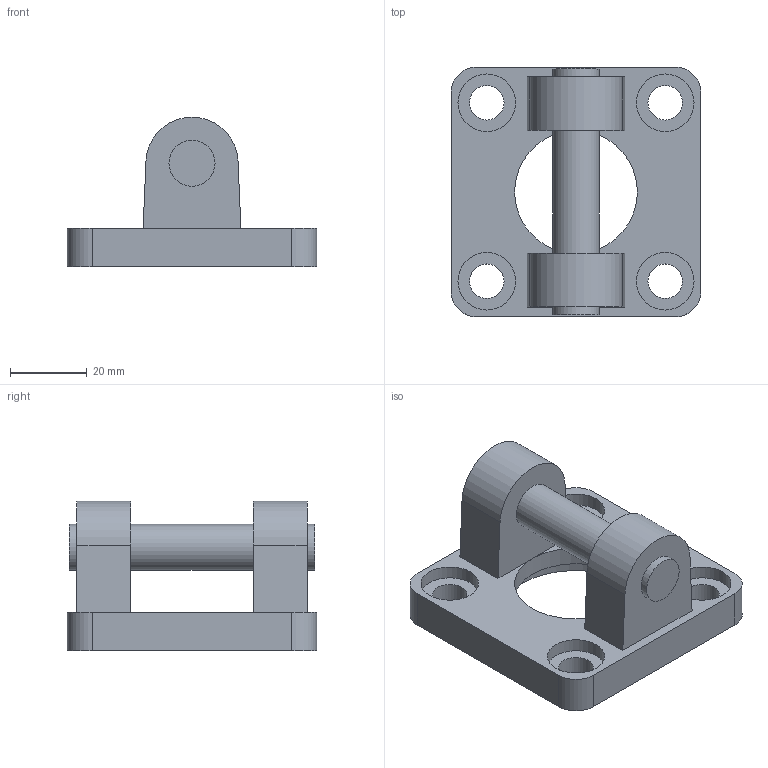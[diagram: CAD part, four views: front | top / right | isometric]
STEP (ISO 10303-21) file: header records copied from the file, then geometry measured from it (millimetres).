
FILE_DESCRIPTION((''),'2;1');
FILE_NAME('1320_50_20F.stp','2006-07-10T16:46:40',('rivolro1'),(''),'Autodesk Inventor 11','Autodesk Inventor 11','');
FILE_SCHEMA(('AUTOMOTIVE_DESIGN { 1 0 10303 214 1 1 1 1 }'));
Length unit declared in the file: millimetre
Products named in the file (1): 1320_50_20F
Bounding box: 65 x 65 x 39 mm (x, y, z)
Volume: 49650 mm3; surface area: 16287.8 mm2
Topology: 1 solids, 1 shells, 40 faces, 91 edges, 60 vertices
Faces by surface type: plane 16, bspline 15, cylinder 9
Full cylindrical faces by diameter (mm): 12 x3
Entity records: 1241 total; most frequent: CARTESIAN_POINT 362, DIRECTION 168, ORIENTED_EDGE 154, EDGE_CURVE 77, EDGE_LOOP 72, AXIS2_PLACEMENT_3D 65, VERTEX_POINT 59, FACE_OUTER_BOUND 40
